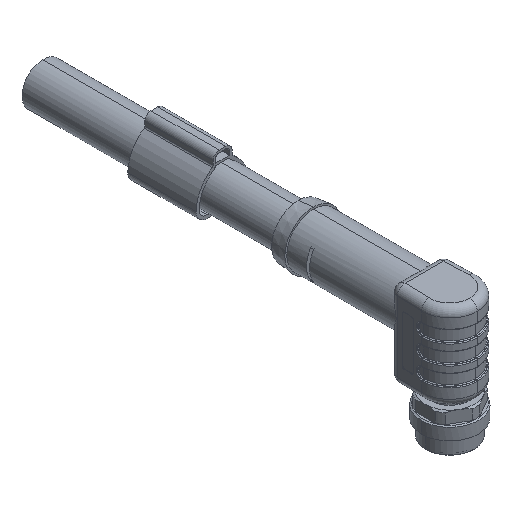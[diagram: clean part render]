
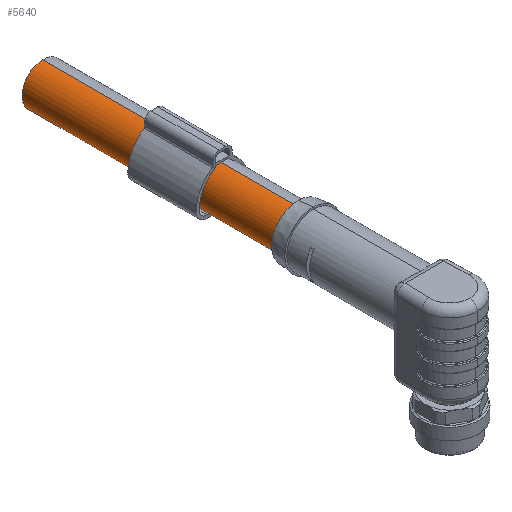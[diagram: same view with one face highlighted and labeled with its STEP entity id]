
A CAD part, isometric view. The second image highlights one B-rep face of the part: STEP entity #5640.
In plain terms, the highlighted cylindrical face has radius 5.5 mm (diameter 11 mm), a partial arc.
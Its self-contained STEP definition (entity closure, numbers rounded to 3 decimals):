
#5605=AXIS2_PLACEMENT_3D('Cylinder Axis2P3D',#5602,#5603,#5604) ;
#5623=AXIS2_PLACEMENT_3D('Circle Axis2P3D',#5621,#5622,$) ;
#5630=AXIS2_PLACEMENT_3D('Circle Axis2P3D',#5628,#5629,$) ;
#5505=CARTESIAN_POINT('Control Point',(7.5,47.5,33.2)) ;
#5506=CARTESIAN_POINT('Control Point',(6.926,47.5,33.2)) ;
#5507=CARTESIAN_POINT('Control Point',(6.351,47.5,33.125)) ;
#5508=CARTESIAN_POINT('Control Point',(5.79,47.5,32.975)) ;
#5509=CARTESIAN_POINT('Control Point',(4.719,47.5,32.532)) ;
#5510=CARTESIAN_POINT('Control Point',(3.798,47.5,31.829)) ;
#5511=CARTESIAN_POINT('Control Point',(3.386,47.5,31.419)) ;
#5512=CARTESIAN_POINT('Control Point',(2.68,47.5,30.501)) ;
#5513=CARTESIAN_POINT('Control Point',(2.232,47.5,29.432)) ;
#5514=CARTESIAN_POINT('Control Point',(2.08,47.5,28.871)) ;
#5515=CARTESIAN_POINT('Control Point',(1.925,47.5,27.723)) ;
#5516=CARTESIAN_POINT('Control Point',(2.07,47.5,26.573)) ;
#5517=CARTESIAN_POINT('Control Point',(2.218,47.5,26.011)) ;
#5518=CARTESIAN_POINT('Control Point',(2.657,47.5,24.939)) ;
#5519=CARTESIAN_POINT('Control Point',(3.356,47.5,24.015)) ;
#5520=CARTESIAN_POINT('Control Point',(3.764,47.5,23.602)) ;
#5521=CARTESIAN_POINT('Control Point',(4.68,47.5,22.891)) ;
#5522=CARTESIAN_POINT('Control Point',(5.747,47.5,22.439)) ;
#5523=CARTESIAN_POINT('Control Point',(6.307,47.5,22.285)) ;
#5524=CARTESIAN_POINT('Control Point',(6.89,47.5,22.204)) ;
#5525=CARTESIAN_POINT('Control Point',(7.473,47.5,22.2)) ;
#5526=CARTESIAN_POINT('Control Point',(7.482,47.5,22.2)) ;
#5527=CARTESIAN_POINT('Control Point',(7.491,47.5,22.2)) ;
#5528=CARTESIAN_POINT('Control Point',(7.5,47.5,22.2)) ;
#5529=CARTESIAN_POINT('Vertex',(7.5,47.5,33.2)) ;
#5531=CARTESIAN_POINT('Vertex',(7.5,47.5,22.2)) ;
#5602=CARTESIAN_POINT('Axis2P3D Location',(7.5,134.823,27.7)) ;
#5607=CARTESIAN_POINT('Line Origine',(7.5,134.823,22.2)) ;
#5611=CARTESIAN_POINT('Vertex',(7.5,114.823,22.2)) ;
#5614=CARTESIAN_POINT('Line Origine',(7.5,134.823,33.2)) ;
#5618=CARTESIAN_POINT('Vertex',(7.5,114.823,33.2)) ;
#5621=CARTESIAN_POINT('Axis2P3D Location',(7.5,114.823,27.7)) ;
#5625=CARTESIAN_POINT('Vertex',(2.,114.823,27.7)) ;
#5628=CARTESIAN_POINT('Axis2P3D Location',(7.5,114.823,27.7)) ;
#5603=DIRECTION('Axis2P3D Direction',(0.,-1.,0.)) ;
#5604=DIRECTION('Axis2P3D XDirection',(0.,0.,1.)) ;
#5608=DIRECTION('Vector Direction',(0.,-1.,0.)) ;
#5615=DIRECTION('Vector Direction',(0.,-1.,0.)) ;
#5622=DIRECTION('Axis2P3D Direction',(0.,-1.,0.)) ;
#5629=DIRECTION('Axis2P3D Direction',(0.,-1.,0.)) ;
#5609=VECTOR('Line Direction',#5608,1.) ;
#5616=VECTOR('Line Direction',#5615,1.) ;
#5634=ORIENTED_EDGE('',*,*,#5613,.T.) ;
#5635=ORIENTED_EDGE('',*,*,#5533,.F.) ;
#5636=ORIENTED_EDGE('',*,*,#5620,.T.) ;
#5637=ORIENTED_EDGE('',*,*,#5627,.F.) ;
#5638=ORIENTED_EDGE('',*,*,#5632,.F.) ;
#5640=ADVANCED_FACE('Hauptk\X2\00F6\X0\rper',(#5639),#5606,.T.) ;
#5504=B_SPLINE_CURVE_WITH_KNOTS('',5,(#5505,#5506,#5507,#5508,#5509,#5510,#5511,#5512,#5513,#5514,#5515,#5516,#5517,#5518,#5519,#5520,#5521,#5522,#5523,#5524,#5525,#5526,#5527,#5528),.UNSPECIFIED.,.F.,.U.,(6,3,3,3,3,3,3,6),(0.,4.062,8.124,12.186,16.248,20.31,24.372,24.436),.UNSPECIFIED.) ;
#5624=CIRCLE('generated circle',#5623,5.5) ;
#5631=CIRCLE('generated circle',#5630,5.5) ;
#5606=CYLINDRICAL_SURFACE('generated cylinder',#5605,5.5) ;
#5533=EDGE_CURVE('',#5530,#5532,#5504,.T.) ;
#5613=EDGE_CURVE('',#5612,#5532,#5610,.T.) ;
#5620=EDGE_CURVE('',#5530,#5619,#5617,.F.) ;
#5627=EDGE_CURVE('',#5626,#5619,#5624,.F.) ;
#5632=EDGE_CURVE('',#5612,#5626,#5631,.F.) ;
#5633=EDGE_LOOP('',(#5634,#5635,#5636,#5637,#5638)) ;
#5639=FACE_OUTER_BOUND('',#5633,.T.) ;
#5610=LINE('Line',#5607,#5609) ;
#5617=LINE('Line',#5614,#5616) ;
#5530=VERTEX_POINT('',#5529) ;
#5532=VERTEX_POINT('',#5531) ;
#5612=VERTEX_POINT('',#5611) ;
#5619=VERTEX_POINT('',#5618) ;
#5626=VERTEX_POINT('',#5625) ;
